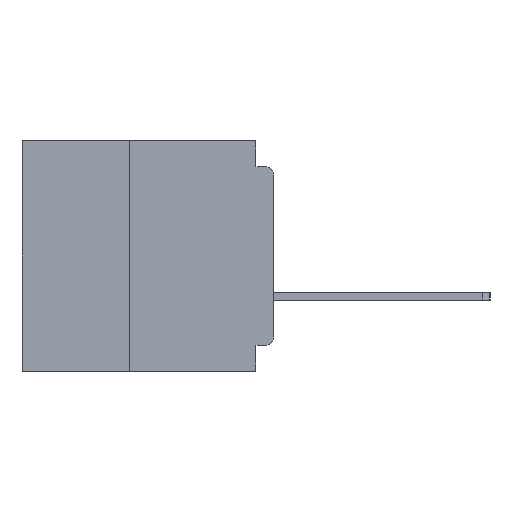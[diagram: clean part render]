
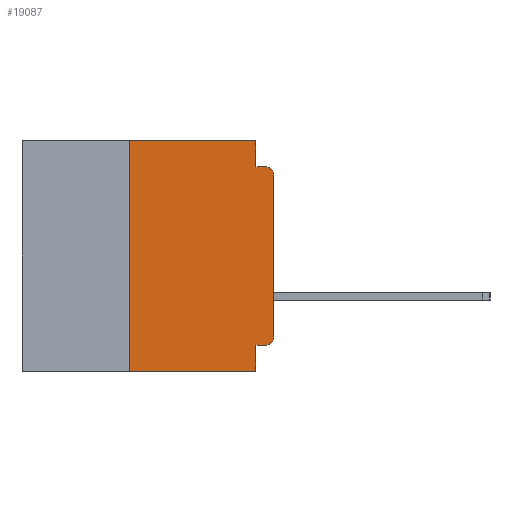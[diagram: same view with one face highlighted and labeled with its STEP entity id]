
A CAD part, left-side view. The second image highlights one B-rep face of the part: STEP entity #19087.
In plain terms, the highlighted planar face has unit normal (-1, 0, 0).
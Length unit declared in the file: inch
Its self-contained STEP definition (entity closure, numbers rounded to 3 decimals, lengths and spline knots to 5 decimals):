
#277 = CARTESIAN_POINT ( 'NONE',  ( 0., 0.015, -0.045 ) ) ;
#583 = VECTOR ( 'NONE', #36255, 39.37008 ) ;
#703 = EDGE_CURVE ( 'NONE', #47135, #16990, #13602, .T. ) ;
#843 = AXIS2_PLACEMENT_3D ( 'NONE', #38646, #31992, #11791 ) ;
#1491 = DIRECTION ( 'NONE',  ( 0., 0., 1. ) ) ;
#1868 = VECTOR ( 'NONE', #32041, 39.37008 ) ;
#3372 = ORIENTED_EDGE ( 'NONE', *, *, #703, .T. ) ;
#3626 = FACE_OUTER_BOUND ( 'NONE', #26845, .T. ) ;
#4441 = VERTEX_POINT ( 'NONE', #40697 ) ;
#4640 = LINE ( 'NONE', #38503, #36108 ) ;
#4674 = VERTEX_POINT ( 'NONE', #9219 ) ;
#5224 = CARTESIAN_POINT ( 'NONE',  ( 0., 0.031, -0.4 ) ) ;
#5252 = EDGE_CURVE ( 'NONE', #27248, #47135, #15667, .T. ) ;
#5406 = LINE ( 'NONE', #12316, #12522 ) ;
#5699 = DIRECTION ( 'NONE',  ( 0., -1., 0. ) ) ;
#6225 = CARTESIAN_POINT ( 'NONE',  ( 0., 0.015, -0.34 ) ) ;
#8563 = ORIENTED_EDGE ( 'NONE', *, *, #14589, .F. ) ;
#9219 = CARTESIAN_POINT ( 'NONE',  ( 0., 0.25, -0.4 ) ) ;
#10386 = DIRECTION ( 'NONE',  ( 0., 0., -1. ) ) ;
#11791 = DIRECTION ( 'NONE',  ( 0., 0., -1. ) ) ;
#12316 = CARTESIAN_POINT ( 'NONE',  ( 0., 0., -0.355 ) ) ;
#12388 = VERTEX_POINT ( 'NONE', #21889 ) ;
#12522 = VECTOR ( 'NONE', #28646, 39.37008 ) ;
#13602 = CIRCLE ( 'NONE', #843, 0.015 ) ;
#14148 = ORIENTED_EDGE ( 'NONE', *, *, #31645, .F. ) ;
#14254 = ORIENTED_EDGE ( 'NONE', *, *, #39250, .F. ) ;
#14369 = VECTOR ( 'NONE', #1491, 39.37008 ) ;
#14589 = EDGE_CURVE ( 'NONE', #24054, #29175, #5406, .T. ) ;
#14765 = LINE ( 'NONE', #36188, #1868 ) ;
#15353 = CARTESIAN_POINT ( 'NONE',  ( 0., 0.437, 0. ) ) ;
#15667 = LINE ( 'NONE', #34405, #14369 ) ;
#16699 = DIRECTION ( 'NONE',  ( 0., 0., 1. ) ) ;
#16990 = VERTEX_POINT ( 'NONE', #277 ) ;
#17230 = VECTOR ( 'NONE', #16699, 39.37008 ) ;
#19087 = ADVANCED_FACE ( 'NONE', ( #3626 ), #39811, .F. ) ;
#19382 = CARTESIAN_POINT ( 'NONE',  ( 0., 0., -0.06 ) ) ;
#19500 = DIRECTION ( 'NONE',  ( 1., 0., 0. ) ) ;
#19802 = ORIENTED_EDGE ( 'NONE', *, *, #28333, .F. ) ;
#20005 = CARTESIAN_POINT ( 'NONE',  ( 0., 0., -0.045 ) ) ;
#21889 = CARTESIAN_POINT ( 'NONE',  ( 0., 0.031, -0.4 ) ) ;
#22307 = CARTESIAN_POINT ( 'NONE',  ( 0., 0.437, 0. ) ) ;
#24054 = VERTEX_POINT ( 'NONE', #39388 ) ;
#25075 = VERTEX_POINT ( 'NONE', #49573 ) ;
#26229 = VECTOR ( 'NONE', #34436, 39.37008 ) ;
#26845 = EDGE_LOOP ( 'NONE', ( #50360, #3372, #14254, #36319, #19802, #44629, #44420, #14148, #8563, #30935 ) ) ;
#27248 = VERTEX_POINT ( 'NONE', #46949 ) ;
#28333 = EDGE_CURVE ( 'NONE', #35885, #25075, #38335, .T. ) ;
#28646 = DIRECTION ( 'NONE',  ( 0., 1., 0. ) ) ;
#29175 = VERTEX_POINT ( 'NONE', #34011 ) ;
#29413 = LINE ( 'NONE', #41151, #17230 ) ;
#29806 = AXIS2_PLACEMENT_3D ( 'NONE', #15353, #19500, #47969 ) ;
#30935 = ORIENTED_EDGE ( 'NONE', *, *, #40258, .T. ) ;
#31645 = EDGE_CURVE ( 'NONE', #29175, #12388, #50693, .T. ) ;
#31976 = AXIS2_PLACEMENT_3D ( 'NONE', #6225, #34905, #10386 ) ;
#31992 = DIRECTION ( 'NONE',  ( -1., 0., 0. ) ) ;
#32041 = DIRECTION ( 'NONE',  ( 0., 0., -1. ) ) ;
#33375 = LINE ( 'NONE', #20005, #583 ) ;
#34011 = CARTESIAN_POINT ( 'NONE',  ( 0., 0.031, -0.355 ) ) ;
#34405 = CARTESIAN_POINT ( 'NONE',  ( 0., 0., 0. ) ) ;
#34427 = EDGE_CURVE ( 'NONE', #4674, #12388, #4640, .T. ) ;
#34436 = DIRECTION ( 'NONE',  ( 0., -1., 0. ) ) ;
#34905 = DIRECTION ( 'NONE',  ( -1., 0., 0. ) ) ;
#35885 = VERTEX_POINT ( 'NONE', #48183 ) ;
#35939 = CIRCLE ( 'NONE', #31976, 0.015 ) ;
#36108 = VECTOR ( 'NONE', #5699, 39.37008 ) ;
#36188 = CARTESIAN_POINT ( 'NONE',  ( 0., 0.031, 0. ) ) ;
#36255 = DIRECTION ( 'NONE',  ( 0., -1., 0. ) ) ;
#36319 = ORIENTED_EDGE ( 'NONE', *, *, #39857, .F. ) ;
#37168 = EDGE_CURVE ( 'NONE', #4674, #35885, #29413, .T. ) ;
#38335 = LINE ( 'NONE', #22307, #26229 ) ;
#38503 = CARTESIAN_POINT ( 'NONE',  ( 0., 0.437, -0.4 ) ) ;
#38646 = CARTESIAN_POINT ( 'NONE',  ( 0., 0.015, -0.06 ) ) ;
#38659 = VECTOR ( 'NONE', #50258, 39.37008 ) ;
#39250 = EDGE_CURVE ( 'NONE', #4441, #16990, #33375, .T. ) ;
#39388 = CARTESIAN_POINT ( 'NONE',  ( 0., 0.015, -0.355 ) ) ;
#39811 = PLANE ( 'NONE',  #29806 ) ;
#39857 = EDGE_CURVE ( 'NONE', #25075, #4441, #14765, .T. ) ;
#40258 = EDGE_CURVE ( 'NONE', #24054, #27248, #35939, .T. ) ;
#40697 = CARTESIAN_POINT ( 'NONE',  ( 0., 0.031, -0.045 ) ) ;
#41151 = CARTESIAN_POINT ( 'NONE',  ( 0., 0.25, -0.4 ) ) ;
#44420 = ORIENTED_EDGE ( 'NONE', *, *, #34427, .T. ) ;
#44629 = ORIENTED_EDGE ( 'NONE', *, *, #37168, .F. ) ;
#46949 = CARTESIAN_POINT ( 'NONE',  ( 0., 0., -0.34 ) ) ;
#47135 = VERTEX_POINT ( 'NONE', #19382 ) ;
#47969 = DIRECTION ( 'NONE',  ( 0., 0., -1. ) ) ;
#48183 = CARTESIAN_POINT ( 'NONE',  ( 0., 0.25, 0. ) ) ;
#49573 = CARTESIAN_POINT ( 'NONE',  ( 0., 0.031, 0. ) ) ;
#50258 = DIRECTION ( 'NONE',  ( 0., 0., -1. ) ) ;
#50360 = ORIENTED_EDGE ( 'NONE', *, *, #5252, .T. ) ;
#50693 = LINE ( 'NONE', #5224, #38659 ) ;
